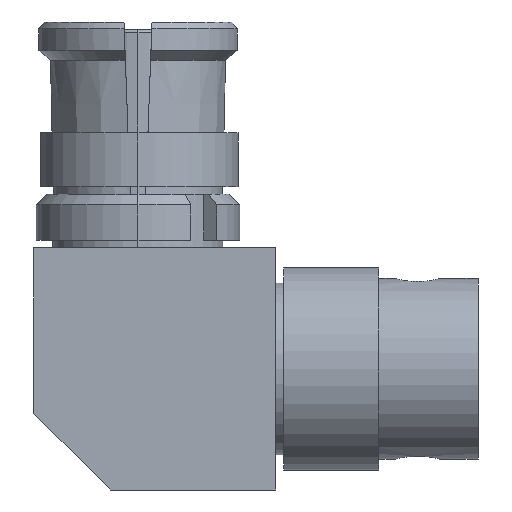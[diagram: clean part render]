
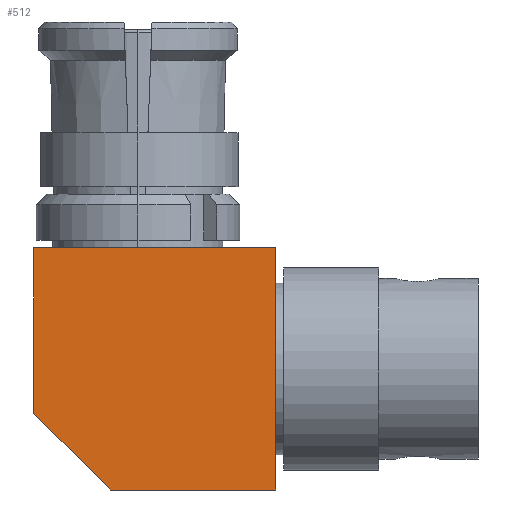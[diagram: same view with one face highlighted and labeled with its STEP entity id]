
A CAD part, left-side view. The second image highlights one B-rep face of the part: STEP entity #512.
In plain terms, the highlighted planar face has unit normal (-1, 0, 0).
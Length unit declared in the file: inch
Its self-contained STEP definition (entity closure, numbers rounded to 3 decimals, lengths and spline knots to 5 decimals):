
#13 = CARTESIAN_POINT ( 'NONE',  ( -0.079, 0.079, -0.029 ) ) ;
#85 = VERTEX_POINT ( 'NONE', #2263 ) ;
#292 = VERTEX_POINT ( 'NONE', #366 ) ;
#336 = CARTESIAN_POINT ( 'NONE',  ( -0.079, 0.029, -0.079 ) ) ;
#354 = LINE ( 'NONE', #1994, #3592 ) ;
#366 = CARTESIAN_POINT ( 'NONE',  ( -0.079, -0.079, -0.079 ) ) ;
#512 = ADVANCED_FACE ( 'NONE', ( #2489 ), #562, .F. ) ;
#537 = ORIENTED_EDGE ( 'NONE', *, *, #3615, .F. ) ;
#562 = PLANE ( 'NONE',  #3315 ) ;
#595 = DIRECTION ( 'NONE',  ( 0., -1., 0. ) ) ;
#623 = CARTESIAN_POINT ( 'NONE',  ( -0.079, 0.079, -0.079 ) ) ;
#675 = DIRECTION ( 'NONE',  ( 0., -0.707, -0.707 ) ) ;
#971 = VECTOR ( 'NONE', #3393, 39.37008 ) ;
#982 = VECTOR ( 'NONE', #1008, 39.37008 ) ;
#1008 = DIRECTION ( 'NONE',  ( 0., -1., 0. ) ) ;
#1188 = LINE ( 'NONE', #623, #4215 ) ;
#1249 = VERTEX_POINT ( 'NONE', #1951 ) ;
#1276 = LINE ( 'NONE', #2441, #971 ) ;
#1315 = ORIENTED_EDGE ( 'NONE', *, *, #2983, .T. ) ;
#1362 = EDGE_CURVE ( 'NONE', #2312, #292, #1188, .T. ) ;
#1448 = EDGE_CURVE ( 'NONE', #1249, #85, #3551, .T. ) ;
#1884 = DIRECTION ( 'NONE',  ( 1., 0., 0. ) ) ;
#1904 = DIRECTION ( 'NONE',  ( 0., 0., -1. ) ) ;
#1951 = CARTESIAN_POINT ( 'NONE',  ( -0.079, 0.079, 0.079 ) ) ;
#1994 = CARTESIAN_POINT ( 'NONE',  ( -0.079, 0.079, 0.079 ) ) ;
#1997 = CARTESIAN_POINT ( 'NONE',  ( -0.079, 0.079, 0.079 ) ) ;
#2205 = CARTESIAN_POINT ( 'NONE',  ( -0.079, 0.079, 0.079 ) ) ;
#2263 = CARTESIAN_POINT ( 'NONE',  ( -0.079, -0.079, 0.079 ) ) ;
#2312 = VERTEX_POINT ( 'NONE', #336 ) ;
#2340 = DIRECTION ( 'NONE',  ( 0., 0., -1. ) ) ;
#2376 = EDGE_CURVE ( 'NONE', #3591, #2312, #2476, .T. ) ;
#2441 = CARTESIAN_POINT ( 'NONE',  ( -0.079, -0.079, 0.079 ) ) ;
#2476 = LINE ( 'NONE', #13, #2985 ) ;
#2489 = FACE_OUTER_BOUND ( 'NONE', #3468, .T. ) ;
#2983 = EDGE_CURVE ( 'NONE', #1249, #3591, #354, .T. ) ;
#2985 = VECTOR ( 'NONE', #675, 39.37008 ) ;
#3252 = ORIENTED_EDGE ( 'NONE', *, *, #1448, .F. ) ;
#3259 = ORIENTED_EDGE ( 'NONE', *, *, #2376, .T. ) ;
#3315 = AXIS2_PLACEMENT_3D ( 'NONE', #2205, #1884, #1904 ) ;
#3393 = DIRECTION ( 'NONE',  ( 0., 0., -1. ) ) ;
#3468 = EDGE_LOOP ( 'NONE', ( #1315, #3259, #3813, #537, #3252 ) ) ;
#3551 = LINE ( 'NONE', #1997, #982 ) ;
#3591 = VERTEX_POINT ( 'NONE', #4017 ) ;
#3592 = VECTOR ( 'NONE', #2340, 39.37008 ) ;
#3615 = EDGE_CURVE ( 'NONE', #85, #292, #1276, .T. ) ;
#3813 = ORIENTED_EDGE ( 'NONE', *, *, #1362, .T. ) ;
#4017 = CARTESIAN_POINT ( 'NONE',  ( -0.079, 0.079, -0.029 ) ) ;
#4215 = VECTOR ( 'NONE', #595, 39.37008 ) ;
